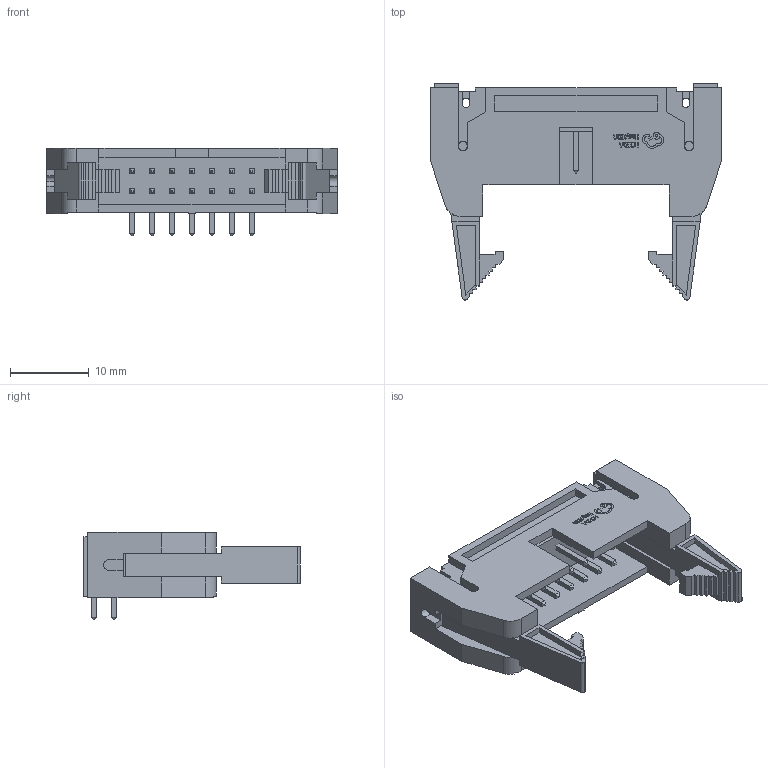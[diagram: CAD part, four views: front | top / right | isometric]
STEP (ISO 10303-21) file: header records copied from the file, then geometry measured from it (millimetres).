
FILE_DESCRIPTION (( 'STEP AP214' ), '1' );
FILE_NAME ('IDC-TH_14P-P2.54_Z-230011014209.step', '2022-07-02T13:53:37', ( '' ), ( '' ), 'SwSTEP 2.0', 'SolidWorks 2020', '' );
FILE_SCHEMA (( 'AUTOMOTIVE_DESIGN' ));
Length unit declared in the file: millimetre
Products named in the file (1): IDC-TH_14P-P2.54_Z-230011014209
Bounding box: 36.98 x 27.5 x 11.1 mm (x, y, z)
Volume: 2861.9 mm3; surface area: 4387.7 mm2
Topology: 17 solids, 17 shells, 778 faces, 2026 edges, 1313 vertices
Faces by surface type: plane 606, bspline 105, cylinder 67
Entity records: 33327 total; most frequent: CARTESIAN_POINT 6522, ORIENTED_EDGE 4052, DIRECTION 3083, EDGE_CURVE 2026, VECTOR 1523, LINE 1523, VERTEX_POINT 1313, EDGE_LOOP 821
